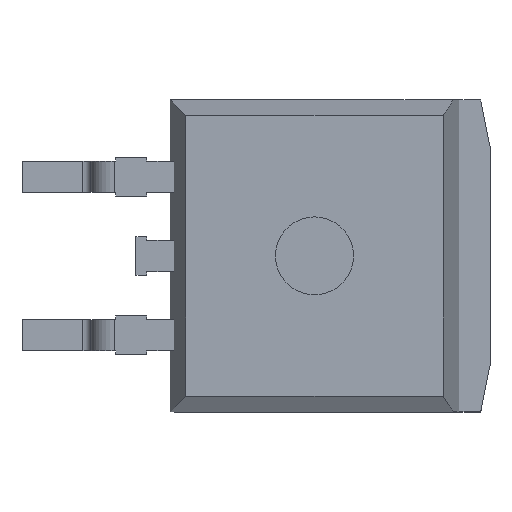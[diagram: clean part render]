
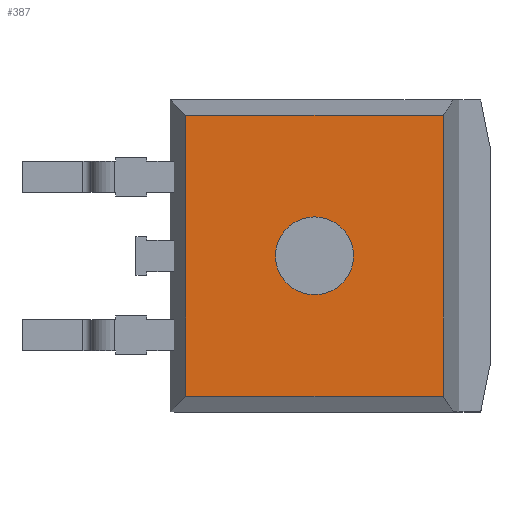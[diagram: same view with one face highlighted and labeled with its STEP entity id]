
A CAD part, top view. The second image highlights one B-rep face of the part: STEP entity #387.
In plain terms, the highlighted planar face has unit normal (0, 0, 1).
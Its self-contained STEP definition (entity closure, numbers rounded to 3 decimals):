
#13=DIRECTION('',(0.,0.,1.));
#34=VECTOR('',#35,1.);
#35=DIRECTION('',(0.,-1.,0.));
#47=DIRECTION('',(1.,0.,0.));
#65=VECTOR('',#66,1.);
#66=DIRECTION('',(-1.,0.,0.));
#110=DIRECTION('',(0.,1.,0.));
#114=ORIENTED_EDGE('',*,*,#115,.T.);
#115=EDGE_CURVE('',#116,#118,#120,.T.);
#116=VERTEX_POINT('',#117);
#117=CARTESIAN_POINT('',(-2.25,4.5,4.42));
#118=VERTEX_POINT('',#119);
#119=CARTESIAN_POINT('',(-2.25,-4.5,4.42));
#120=LINE('',#121,#34);
#121=CARTESIAN_POINT('',(-2.25,5.,4.42));
#242=VECTOR('',#47,1.);
#271=VERTEX_POINT('',#272);
#272=CARTESIAN_POINT('',(6.,4.5,4.42));
#277=ORIENTED_EDGE('',*,*,#278,.T.);
#278=EDGE_CURVE('',#271,#116,#279,.T.);
#279=LINE('',#272,#65);
#297=VECTOR('',#110,1.);
#326=EDGE_CURVE('',#327,#271,#329,.T.);
#327=VERTEX_POINT('',#328);
#328=CARTESIAN_POINT('',(6.,-4.5,4.42));
#329=LINE('',#330,#297);
#330=CARTESIAN_POINT('',(6.,-5.,4.42));
#387=ADVANCED_FACE('',(#388,#394),#404,.T.);
#388=FACE_BOUND('',#389,.T.);
#389=EDGE_LOOP('',(#114,#390,#393,#277));
#390=ORIENTED_EDGE('',*,*,#391,.T.);
#391=EDGE_CURVE('',#118,#327,#392,.T.);
#392=LINE('',#119,#242);
#393=ORIENTED_EDGE('',*,*,#326,.T.);
#394=FACE_BOUND('',#395,.T.);
#395=EDGE_LOOP('',(#396));
#396=ORIENTED_EDGE('',*,*,#397,.T.);
#397=EDGE_CURVE('',#398,#398,#400,.T.);
#398=VERTEX_POINT('',#399);
#399=CARTESIAN_POINT('',(0.625,0.,4.42));
#400=CIRCLE('',#401,1.25);
#401=AXIS2_PLACEMENT_3D('',#402,#403,#66);
#402=CARTESIAN_POINT('',(1.875,0.,4.42));
#403=DIRECTION('',(0.,0.,-1.));
#404=PLANE('',#405);
#405=AXIS2_PLACEMENT_3D('',#406,#13,#47);
#406=CARTESIAN_POINT('',(1.875,0.,4.42));
